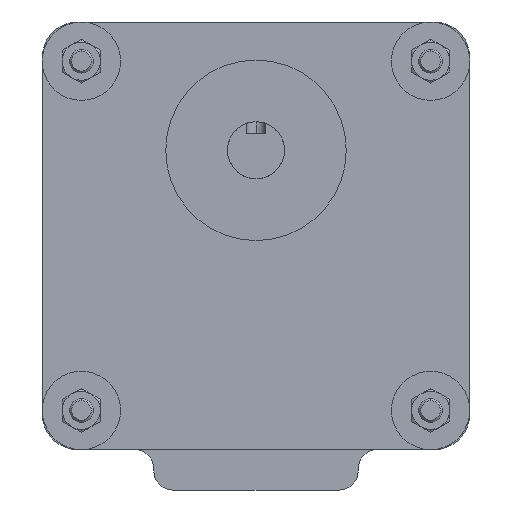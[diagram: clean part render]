
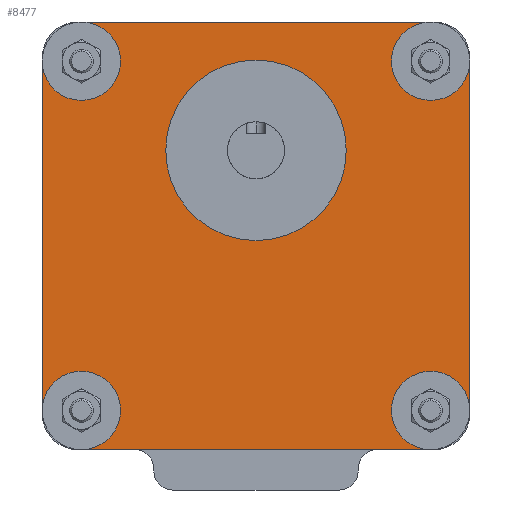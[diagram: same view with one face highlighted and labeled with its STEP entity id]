
A CAD part, left-side view. The second image highlights one B-rep face of the part: STEP entity #8477.
In plain terms, the highlighted planar face has unit normal (-1, 0, 0).
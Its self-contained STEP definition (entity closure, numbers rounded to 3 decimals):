
#7775=CARTESIAN_POINT('POINT686',(0.7,-36.75,
   27.));
#7776=VERTEX_POINT('VERTEX686',#7775);
#7777=CARTESIAN_POINT('POINT687',(0.7,-45.,
   18.75));
#7778=VERTEX_POINT('VERTEX687',#7777);
#7817=CARTESIAN_POINT('POINT690',(0.7,
   45.,18.75));
#7818=VERTEX_POINT('VERTEX690',#7817);
#7819=CARTESIAN_POINT('POINT691',(0.7,36.75,
   27.));
#7820=VERTEX_POINT('VERTEX691',#7819);
#7859=CARTESIAN_POINT('POINT694',(0.7,36.75,
   -63.));
#7860=VERTEX_POINT('VERTEX694',#7859);
#7861=CARTESIAN_POINT('POINT695',(0.7,45.,
   -54.75));
#7862=VERTEX_POINT('VERTEX695',#7861);
#8106=CARTESIAN_POINT('POS1045',(0.7,-36.75,
   27.));
#8107=DIRECTION('DIR1614',(0.,-1.,0.));
#8108=VECTOR('VEC476',#8107,1.);
#8109=LINE('STRAIGHT476',#8106,#8108);
#8110=EDGE_CURVE('EDGE1135',#7820,#7776,#8109,.T.);
#8127=CARTESIAN_POINT('POINT710',(0.7,-36.75,10.5));
#8128=VERTEX_POINT('VERTEX710',#8127);
#8129=CARTESIAN_POINT('POS1048',(0.7,-36.75,18.75));
#8130=DIRECTION('DIR1618',(1.,0.,0.));
#8131=DIRECTION('DIR1619',(0.,0.,1.));
#8132=AXIS2_PLACEMENT_3D('AXIS571',#8129,#8130,#8131);
#8133=CIRCLE('ELLIPSE264',#8132,8.25);
#8134=EDGE_CURVE('EDGE1137',#8128,#7776,#8133,.T.);
#8154=EDGE_CURVE('EDGE1139',#7778,#8128,#8133,.T.);
#8160=CARTESIAN_POINT('POINT711',(0.7,36.75,
   -46.5));
#8161=VERTEX_POINT('VERTEX711',#8160);
#8175=CARTESIAN_POINT('POS1053',(0.7,36.75,
   -54.75));
#8176=DIRECTION('DIR1625',(1.,0.,0.));
#8177=DIRECTION('DIR1626',(0.,0.,1.));
#8178=AXIS2_PLACEMENT_3D('AXIS573',#8175,#8176,#8177);
#8179=CIRCLE('ELLIPSE265',#8178,8.25);
#8180=EDGE_CURVE('EDGE1142',#8161,#7860,#8179,.T.);
#8191=EDGE_CURVE('EDGE1143',#7862,#8161,#8179,.T.);
#8206=CARTESIAN_POINT('POS1056',(0.7,45.,
   18.75));
#8207=DIRECTION('DIR1630',(0.,0.,1.));
#8208=VECTOR('VEC482',#8207,1.);
#8209=LINE('STRAIGHT482',#8206,#8208);
#8210=EDGE_CURVE('EDGE1145',#7862,#7818,#8209,.T.);
#8228=CARTESIAN_POINT('POINT712',(0.7,36.75,10.5));
#8229=VERTEX_POINT('VERTEX712',#8228);
#8230=CARTESIAN_POINT('POS1059',(0.7,36.75,18.75));
#8231=DIRECTION('DIR1634',(1.,0.,0.));
#8232=DIRECTION('DIR1635',(0.,0.,1.));
#8233=AXIS2_PLACEMENT_3D('AXIS576',#8230,#8231,#8232);
#8234=CIRCLE('ELLIPSE266',#8233,8.25);
#8235=EDGE_CURVE('EDGE1147',#8229,#7818,#8234,.T.);
#8255=EDGE_CURVE('EDGE1149',#7820,#8229,#8234,.T.);
#8269=CARTESIAN_POINT('POINT714',(0.7,
   -45.,-54.75));
#8270=VERTEX_POINT('VERTEX714',#8269);
#8271=CARTESIAN_POINT('POS1063',(0.7,-45.,
   -54.75));
#8272=DIRECTION('DIR1640',(0.,0.,-1.));
#8273=VECTOR('VEC486',#8272,1.);
#8274=LINE('STRAIGHT486',#8271,#8273);
#8275=EDGE_CURVE('EDGE1151',#7778,#8270,#8274,.T.);
#8321=CARTESIAN_POINT('POINT716',(0.7,-36.75,
   -63.));
#8322=VERTEX_POINT('VERTEX716',#8321);
#8329=CARTESIAN_POINT('POS1070',(0.7,36.75,
   -63.));
#8330=DIRECTION('DIR1650',(0.,1.,0.));
#8331=VECTOR('VEC490',#8330,1.);
#8332=LINE('STRAIGHT490',#8329,#8331);
#8333=EDGE_CURVE('EDGE1156',#8322,#7860,#8332,.T.);
#8449=ORIENTED_EDGE('COEDGE2312',*,*,#8255,.T.);
#8450=ORIENTED_EDGE('COEDGE2313',*,*,#8235,.T.);
#8451=ORIENTED_EDGE('COEDGE2314',*,*,#8210,.F.);
#8452=ORIENTED_EDGE('COEDGE2315',*,*,#8191,.T.);
#8453=ORIENTED_EDGE('COEDGE2316',*,*,#8180,.T.);
#8454=ORIENTED_EDGE('COEDGE2317',*,*,#8333,.F.);
#8455=CARTESIAN_POINT('POINT719',(0.7,-36.75,
   -46.5));
#8456=VERTEX_POINT('VERTEX719',#8455);
#8457=CARTESIAN_POINT('POS1081',(0.7,-36.75,
   -54.75));
#8458=DIRECTION('DIR1669',(1.,0.,0.));
#8459=DIRECTION('DIR1670',(0.,0.,1.));
#8460=AXIS2_PLACEMENT_3D('AXIS589',#8457,#8458,#8459);
#8461=CIRCLE('ELLIPSE274',#8460,8.25);
#8462=EDGE_CURVE('EDGE1167',#8322,#8456,#8461,.T.);
#8463=ORIENTED_EDGE('COEDGE2318',*,*,#8462,.T.);
#8464=EDGE_CURVE('EDGE1168',#8456,#8270,#8461,.T.);
#8465=ORIENTED_EDGE('COEDGE2319',*,*,#8464,.T.);
#8466=ORIENTED_EDGE('COEDGE2320',*,*,#8275,.F.);
#8467=ORIENTED_EDGE('COEDGE2321',*,*,#8154,.T.);
#8468=ORIENTED_EDGE('COEDGE2322',*,*,#8134,.T.);
#8469=ORIENTED_EDGE('COEDGE2323',*,*,#8110,.F.);
#8470=EDGE_LOOP('NONE',(#8449,#8450,#8451,#8452,#8453,#8454,#8463,#8465,
   #8466,#8467,#8468,#8469));
#8471=FACE_BOUND('LOOP1',#8470,.T.);
#8472=CARTESIAN_POINT('POS1082',(0.7,
   0.,4.5));
#8473=DIRECTION('DIR1671',(-1.,0.,0.));
#8474=DIRECTION('DIR1672',(0.,1.,0.));
#8475=AXIS2_PLACEMENT_3D('AXIS590',#8472,#8473,#8474);
#8476=PLANE('PLANE197',#8475);
#8477=ADVANCED_FACE('FACE511',(#8471),#8476,.T.);
